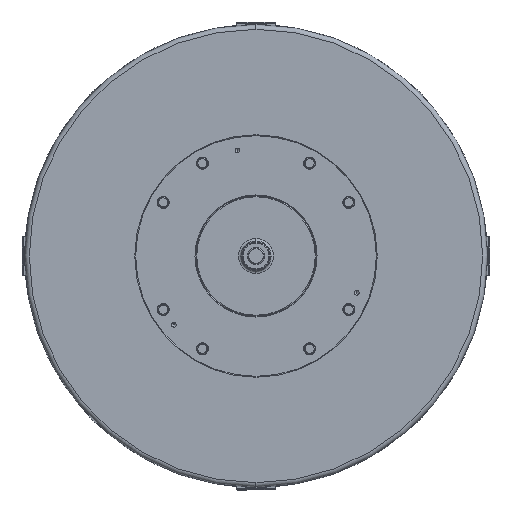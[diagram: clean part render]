
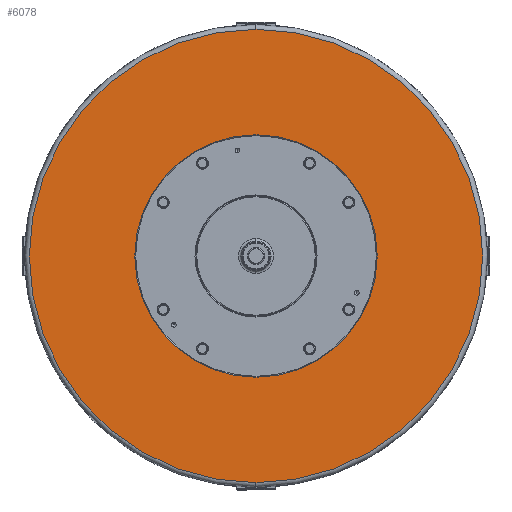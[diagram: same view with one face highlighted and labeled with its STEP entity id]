
A CAD part, left-side view. The second image highlights one B-rep face of the part: STEP entity #6078.
In plain terms, the highlighted planar face has unit normal (-1, 0, 0).
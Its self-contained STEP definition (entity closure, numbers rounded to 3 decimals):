
#49 = CARTESIAN_POINT ( 'NONE',  ( -184., 0., 0. ) ) ;
#211 = DIRECTION ( 'NONE',  ( 0., 0., -1. ) ) ;
#439 = DIRECTION ( 'NONE',  ( 0., 0., -1. ) ) ;
#1397 = VERTEX_POINT ( 'NONE', #13814 ) ;
#2176 = EDGE_CURVE ( 'NONE', #3847, #10432, #20526, .T. ) ;
#2189 = DIRECTION ( 'NONE',  ( 1., 0., 0. ) ) ;
#2252 = PLANE ( 'NONE',  #17317 ) ;
#3516 = AXIS2_PLACEMENT_3D ( 'NONE', #49, #7457, #14845 ) ;
#3847 = VERTEX_POINT ( 'NONE', #9476 ) ;
#5431 = DIRECTION ( 'NONE',  ( 1., 0., 0. ) ) ;
#6078 = ADVANCED_FACE ( 'NONE', ( #11469, #18835 ), #2252, .F. ) ;
#6280 = CARTESIAN_POINT ( 'NONE',  ( -184., 0., 490. ) ) ;
#7404 = AXIS2_PLACEMENT_3D ( 'NONE', #18773, #2189, #9577 ) ;
#7457 = DIRECTION ( 'NONE',  ( -1., 0., 0. ) ) ;
#9420 = CARTESIAN_POINT ( 'NONE',  ( -184., 0., 0. ) ) ;
#9476 = CARTESIAN_POINT ( 'NONE',  ( -184., 0., -490. ) ) ;
#9577 = DIRECTION ( 'NONE',  ( 0., 0., -1. ) ) ;
#9646 = CARTESIAN_POINT ( 'NONE',  ( -184., 500., 0. ) ) ;
#10432 = VERTEX_POINT ( 'NONE', #6280 ) ;
#11469 = FACE_BOUND ( 'NONE', #21473, .T. ) ;
#12755 = AXIS2_PLACEMENT_3D ( 'NONE', #21995, #5431, #12786 ) ;
#12786 = DIRECTION ( 'NONE',  ( 0., 0., -1. ) ) ;
#13438 = EDGE_CURVE ( 'NONE', #17931, #1397, #23213, .T. ) ;
#13814 = CARTESIAN_POINT ( 'NONE',  ( -184., 0., 262. ) ) ;
#13947 = CIRCLE ( 'NONE', #3516, 490. ) ;
#14845 = DIRECTION ( 'NONE',  ( 0., 0., -1. ) ) ;
#15381 = EDGE_CURVE ( 'NONE', #10432, #3847, #13947, .T. ) ;
#16799 = DIRECTION ( 'NONE',  ( -1., 0., 0. ) ) ;
#17019 = DIRECTION ( 'NONE',  ( 1., 0., 0. ) ) ;
#17065 = ORIENTED_EDGE ( 'NONE', *, *, #13438, .T. ) ;
#17317 = AXIS2_PLACEMENT_3D ( 'NONE', #9646, #17019, #439 ) ;
#17814 = CIRCLE ( 'NONE', #7404, 262. ) ;
#17931 = VERTEX_POINT ( 'NONE', #20153 ) ;
#18773 = CARTESIAN_POINT ( 'NONE',  ( -184., 0., 0. ) ) ;
#18835 = FACE_OUTER_BOUND ( 'NONE', #22174, .T. ) ;
#19064 = ORIENTED_EDGE ( 'NONE', *, *, #2176, .T. ) ;
#20153 = CARTESIAN_POINT ( 'NONE',  ( -184., 0., -262. ) ) ;
#20471 = ORIENTED_EDGE ( 'NONE', *, *, #15381, .T. ) ;
#20526 = CIRCLE ( 'NONE', #23611, 490. ) ;
#21288 = ORIENTED_EDGE ( 'NONE', *, *, #23833, .T. ) ;
#21473 = EDGE_LOOP ( 'NONE', ( #21288, #17065 ) ) ;
#21995 = CARTESIAN_POINT ( 'NONE',  ( -184., 0., 0. ) ) ;
#22174 = EDGE_LOOP ( 'NONE', ( #19064, #20471 ) ) ;
#23213 = CIRCLE ( 'NONE', #12755, 262. ) ;
#23611 = AXIS2_PLACEMENT_3D ( 'NONE', #9420, #16799, #211 ) ;
#23833 = EDGE_CURVE ( 'NONE', #1397, #17931, #17814, .T. ) ;
